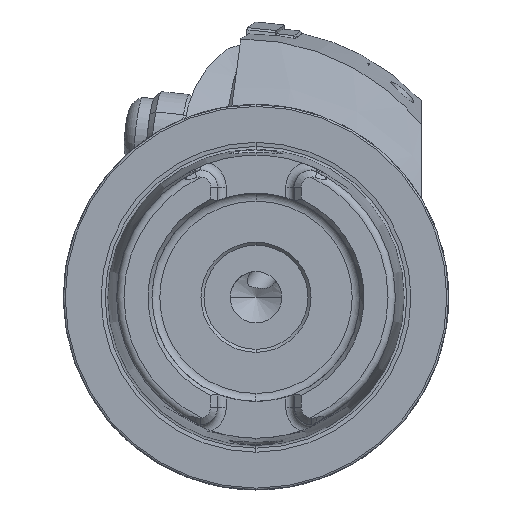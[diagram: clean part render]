
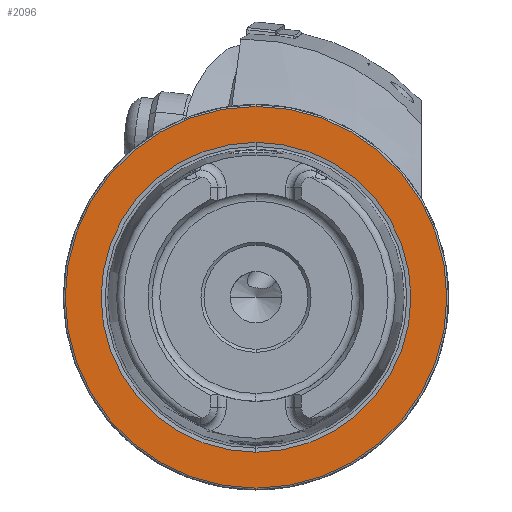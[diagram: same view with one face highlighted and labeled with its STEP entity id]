
A CAD part, left-side view. The second image highlights one B-rep face of the part: STEP entity #2096.
In plain terms, the highlighted planar face has unit normal (-1, 0, 0).
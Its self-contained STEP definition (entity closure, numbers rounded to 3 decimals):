
#82 = ORIENTED_EDGE ( 'NONE', *, *, #8432, .T. ) ;
#146 = ORIENTED_EDGE ( 'NONE', *, *, #4640, .T. ) ;
#1311 = AXIS2_PLACEMENT_3D ( 'NONE', #12315, #4401, #13649 ) ;
#2096 = ADVANCED_FACE ( 'NONE', ( #13233, #10573 ), #14929, .F. ) ;
#2178 = EDGE_LOOP ( 'NONE', ( #17046, #6105 ) ) ;
#2824 = CARTESIAN_POINT ( 'NONE',  ( 0., 0., -31.2 ) ) ;
#3466 = CARTESIAN_POINT ( 'NONE',  ( 0., 0., 0. ) ) ;
#3515 = DIRECTION ( 'NONE',  ( -1., 0., 0. ) ) ;
#4401 = DIRECTION ( 'NONE',  ( 1., 0., 0. ) ) ;
#4588 = CARTESIAN_POINT ( 'NONE',  ( 0., 0., 0. ) ) ;
#4640 = EDGE_CURVE ( 'NONE', #5308, #4972, #10102, .T. ) ;
#4775 = DIRECTION ( 'NONE',  ( 0., 0., 1. ) ) ;
#4972 = VERTEX_POINT ( 'NONE', #5602 ) ;
#5070 = EDGE_CURVE ( 'NONE', #16398, #14782, #15870, .T. ) ;
#5308 = VERTEX_POINT ( 'NONE', #2824 ) ;
#5602 = CARTESIAN_POINT ( 'NONE',  ( 0., 0., 31.2 ) ) ;
#5634 = EDGE_CURVE ( 'NONE', #14782, #16398, #5733, .T. ) ;
#5733 = CIRCLE ( 'NONE', #6017, 25.324 ) ;
#5947 = DIRECTION ( 'NONE',  ( 0., 0., 1. ) ) ;
#6017 = AXIS2_PLACEMENT_3D ( 'NONE', #15741, #7845, #17058 ) ;
#6105 = ORIENTED_EDGE ( 'NONE', *, *, #5070, .F. ) ;
#6194 = CARTESIAN_POINT ( 'NONE',  ( 0., 0., 25.324 ) ) ;
#7578 = AXIS2_PLACEMENT_3D ( 'NONE', #4588, #13842, #5947 ) ;
#7845 = DIRECTION ( 'NONE',  ( -1., 0., 0. ) ) ;
#8432 = EDGE_CURVE ( 'NONE', #4972, #5308, #9313, .T. ) ;
#8979 = AXIS2_PLACEMENT_3D ( 'NONE', #3466, #12684, #4775 ) ;
#9313 = CIRCLE ( 'NONE', #13666, 31.2 ) ;
#10102 = CIRCLE ( 'NONE', #8979, 31.2 ) ;
#10573 = FACE_OUTER_BOUND ( 'NONE', #14725, .T. ) ;
#11418 = CARTESIAN_POINT ( 'NONE',  ( 0., 0., 0. ) ) ;
#12047 = CARTESIAN_POINT ( 'NONE',  ( 0., 0., -25.324 ) ) ;
#12315 = CARTESIAN_POINT ( 'NONE',  ( 0., 31.2, 0. ) ) ;
#12684 = DIRECTION ( 'NONE',  ( -1., 0., 0. ) ) ;
#12755 = DIRECTION ( 'NONE',  ( 0., 0., 1. ) ) ;
#13233 = FACE_BOUND ( 'NONE', #2178, .T. ) ;
#13649 = DIRECTION ( 'NONE',  ( 0., 0., -1. ) ) ;
#13666 = AXIS2_PLACEMENT_3D ( 'NONE', #11418, #3515, #12755 ) ;
#13842 = DIRECTION ( 'NONE',  ( -1., 0., 0. ) ) ;
#14725 = EDGE_LOOP ( 'NONE', ( #82, #146 ) ) ;
#14782 = VERTEX_POINT ( 'NONE', #6194 ) ;
#14929 = PLANE ( 'NONE',  #1311 ) ;
#15741 = CARTESIAN_POINT ( 'NONE',  ( 0., 0., 0. ) ) ;
#15870 = CIRCLE ( 'NONE', #7578, 25.324 ) ;
#16398 = VERTEX_POINT ( 'NONE', #12047 ) ;
#17046 = ORIENTED_EDGE ( 'NONE', *, *, #5634, .F. ) ;
#17058 = DIRECTION ( 'NONE',  ( 0., 0., 1. ) ) ;
